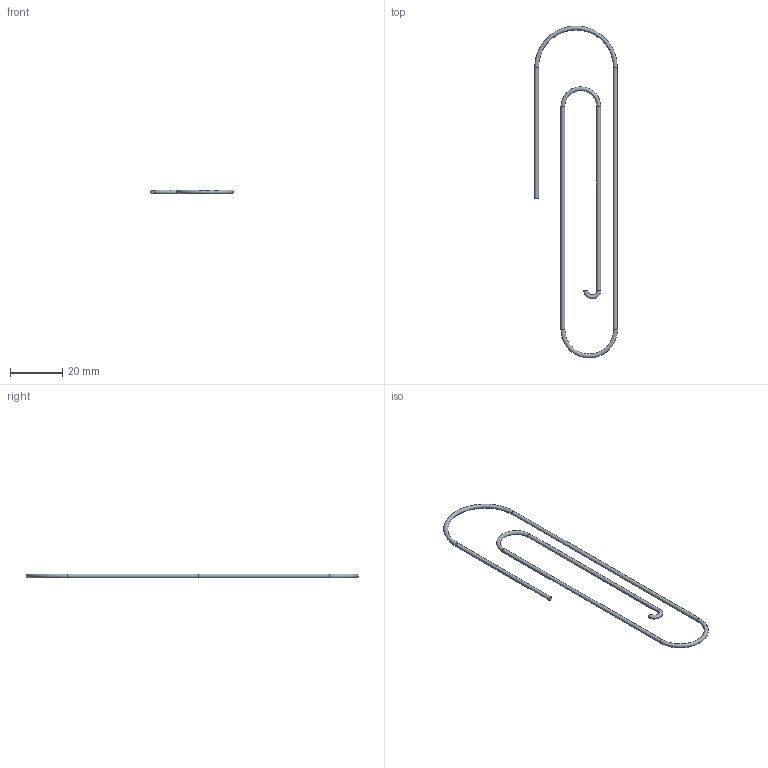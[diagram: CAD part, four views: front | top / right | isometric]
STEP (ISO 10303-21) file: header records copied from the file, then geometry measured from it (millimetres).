
FILE_DESCRIPTION(/* description */ (''),/* implementation_level */ '2;1');
FILE_NAME(/* name */ 'safety pin v2.step',/* time_stamp */ '2024-06-26T18:28:21+05:30',/* author */ (''),/* organization */ (''),/* preprocessor_version */ 'ST-DEVELOPER v20',/* originating_system */ 'Autodesk Translation Framework v13.14.0.145',/* authorisation */ '');
FILE_SCHEMA (('AUTOMOTIVE_DESIGN { 1 0 10303 214 3 1 1 }'));
Length unit declared in the file: millimetre
Products named in the file (1): safety pin
Bounding box: 31.5 x 126.5 x 1.5 mm (x, y, z)
Volume: 729.6 mm3; surface area: 1949.1 mm2
Topology: 1 solids, 1 shells, 10 faces, 24 edges, 16 vertices
Faces by surface type: torus 4, cylinder 4, plane 2
Full cylindrical faces by diameter (mm): 1.5 x4
Entity records: 341 total; most frequent: DIRECTION 66, CARTESIAN_POINT 51, ORIENTED_EDGE 48, AXIS2_PLACEMENT_3D 31, EDGE_CURVE 24, CIRCLE 20, VERTEX_POINT 16, FACE_OUTER_BOUND 10
